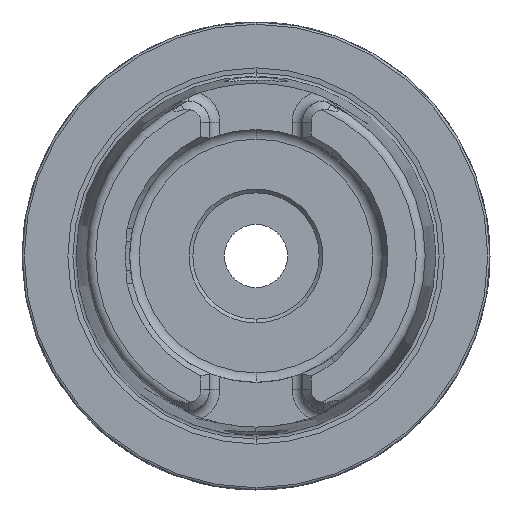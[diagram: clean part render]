
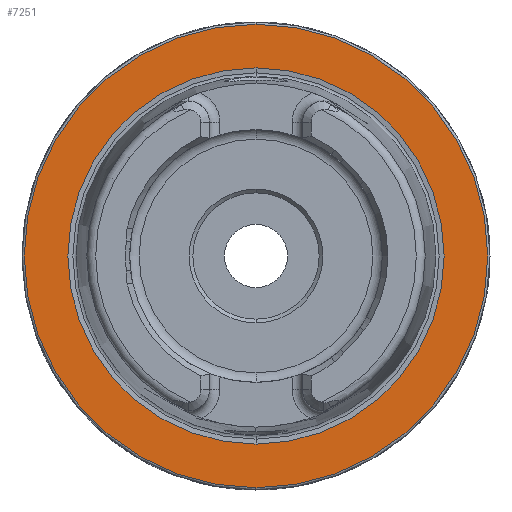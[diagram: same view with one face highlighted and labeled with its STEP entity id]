
A CAD part, left-side view. The second image highlights one B-rep face of the part: STEP entity #7251.
In plain terms, the highlighted planar face has unit normal (-1, 0, 0).
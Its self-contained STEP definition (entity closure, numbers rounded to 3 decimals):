
#292 = EDGE_CURVE ( 'NONE', #2391, #2396, #6012, .T. ) ;
#380 = AXIS2_PLACEMENT_3D ( 'NONE', #10038, #10039, #10040 ) ;
#960 = FACE_BOUND ( 'NONE', #8694, .T. ) ;
#962 = FACE_OUTER_BOUND ( 'NONE', #10612, .T. ) ;
#1543 = CARTESIAN_POINT ( 'NONE',  ( 0., 31.2, 0. ) ) ;
#1547 = PLANE ( 'NONE',  #4538 ) ;
#1552 = DIRECTION ( 'NONE',  ( 1., 0., 0. ) ) ;
#1553 = DIRECTION ( 'NONE',  ( 0., 0., -1. ) ) ;
#2391 = VERTEX_POINT ( 'NONE', #9534 ) ;
#2396 = VERTEX_POINT ( 'NONE', #9539 ) ;
#2398 = VERTEX_POINT ( 'NONE', #9541 ) ;
#2399 = VERTEX_POINT ( 'NONE', #9542 ) ;
#3955 = CIRCLE ( 'NONE', #8959, 31.2 ) ;
#4433 = EDGE_CURVE ( 'NONE', #2398, #2399, #3955, .T. ) ;
#4491 = AXIS2_PLACEMENT_3D ( 'NONE', #8331, #8332, #8333 ) ;
#4492 = AXIS2_PLACEMENT_3D ( 'NONE', #8334, #8335, #8336 ) ;
#4538 = AXIS2_PLACEMENT_3D ( 'NONE', #1543, #1552, #1553 ) ;
#6012 = CIRCLE ( 'NONE', #380, 25.324 ) ;
#6500 = EDGE_CURVE ( 'NONE', #2399, #2398, #7912, .T. ) ;
#6501 = EDGE_CURVE ( 'NONE', #2396, #2391, #7913, .T. ) ;
#7251 = ADVANCED_FACE ( 'NONE', ( #960, #962 ), #1547, .F. ) ;
#7912 = CIRCLE ( 'NONE', #4491, 31.2 ) ;
#7913 = CIRCLE ( 'NONE', #4492, 25.324 ) ;
#8331 = CARTESIAN_POINT ( 'NONE',  ( 0., 0., 0. ) ) ;
#8332 = DIRECTION ( 'NONE',  ( -1., 0., 0. ) ) ;
#8333 = DIRECTION ( 'NONE',  ( 0., 0., 1. ) ) ;
#8334 = CARTESIAN_POINT ( 'NONE',  ( 0., 0., 0. ) ) ;
#8335 = DIRECTION ( 'NONE',  ( -1., 0., 0. ) ) ;
#8336 = DIRECTION ( 'NONE',  ( 0., 0., 1. ) ) ;
#8694 = EDGE_LOOP ( 'NONE', ( #11052, #11057 ) ) ;
#8959 = AXIS2_PLACEMENT_3D ( 'NONE', #11028, #11029, #11030 ) ;
#9534 = CARTESIAN_POINT ( 'NONE',  ( 0., 0., -25.324 ) ) ;
#9539 = CARTESIAN_POINT ( 'NONE',  ( 0., 0., 25.324 ) ) ;
#9541 = CARTESIAN_POINT ( 'NONE',  ( 0., 0., 31.2 ) ) ;
#9542 = CARTESIAN_POINT ( 'NONE',  ( 0., 0., -31.2 ) ) ;
#10038 = CARTESIAN_POINT ( 'NONE',  ( 0., 0., 0. ) ) ;
#10039 = DIRECTION ( 'NONE',  ( -1., 0., 0. ) ) ;
#10040 = DIRECTION ( 'NONE',  ( 0., 0., 1. ) ) ;
#10612 = EDGE_LOOP ( 'NONE', ( #11056, #11055 ) ) ;
#11028 = CARTESIAN_POINT ( 'NONE',  ( 0., 0., 0. ) ) ;
#11029 = DIRECTION ( 'NONE',  ( -1., 0., 0. ) ) ;
#11030 = DIRECTION ( 'NONE',  ( 0., 0., 1. ) ) ;
#11052 = ORIENTED_EDGE ( 'NONE', *, *, #6501, .F. ) ;
#11055 = ORIENTED_EDGE ( 'NONE', *, *, #6500, .T. ) ;
#11056 = ORIENTED_EDGE ( 'NONE', *, *, #4433, .T. ) ;
#11057 = ORIENTED_EDGE ( 'NONE', *, *, #292, .F. ) ;
